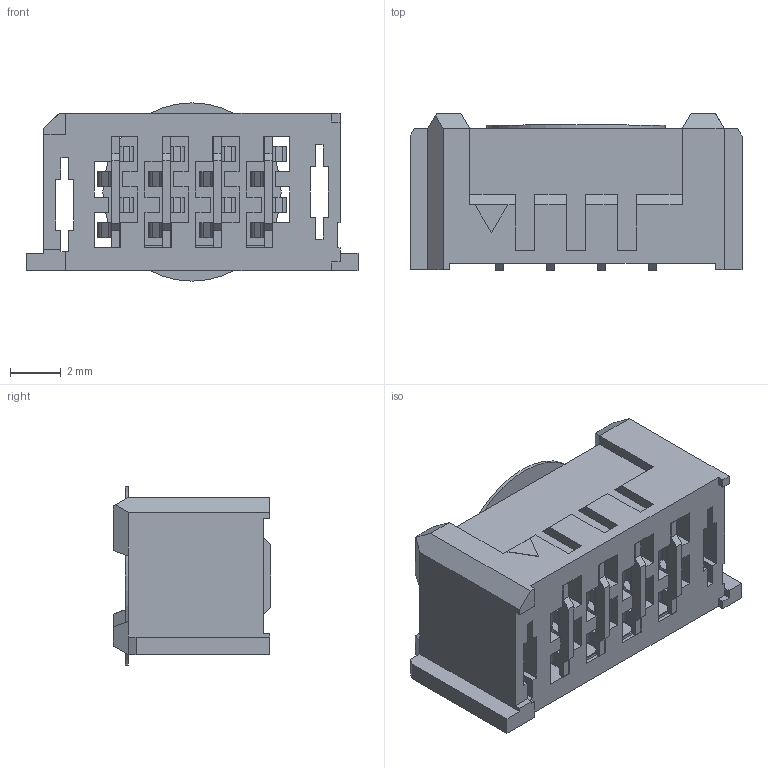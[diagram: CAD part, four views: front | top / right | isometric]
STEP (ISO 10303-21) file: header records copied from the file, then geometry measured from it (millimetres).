
FILE_DESCRIPTION(/* description */ ('STEP AP214'),/* implementation_level */ '2;1');
FILE_NAME(/* name */ 'UMPS-04-05.5-G-V-S-TR',/* time_stamp */ '2023-05-12T04:57:14+02:00',/* author */ ('License CC BY-ND 4.0'),/* organization */ ('CADENAS'),/* preprocessor_version */ 'ST-DEVELOPER v19.3',/* originating_system */ 'PARTsolutions',/* authorisation */ ' ');
FILE_SCHEMA (('AUTOMOTIVE_DESIGN {1 0 10303 214 3 1 1}'));
Length unit declared in the file: millimetre
Products named in the file (5): UMPS-04-05.5-G-V-S-TR; K-DOT-0.276-.005_KAPTON; 04-05.5-S_PINS2; UMPS-04-05.5-S_PINS; 04-05.5--_BODY
Assembly tree (4 placements, depth 2):
  UMPS-04-05.5-G-V-S-TR
    K-DOT-0.276-.005_KAPTON
    04-05.5-S_PINS2
    UMPS-04-05.5-S_PINS
    04-05.5--_BODY
Bounding box: 13.05 x 6.2 x 7.01 mm (x, y, z)
Volume: 254 mm3; surface area: 983.7 mm2
Topology: 4 solids, 4 shells, 460 faces, 1346 edges, 891 vertices
Faces by surface type: plane 379, cylinder 81
Full cylindrical faces by diameter (mm): 7.01 x1
Entity records: 15207 total; most frequent: CARTESIAN_POINT 2701, ORIENTED_EDGE 2690, DIRECTION 2437, EDGE_CURVE 1345, LINE 1183, VECTOR 1183, VERTEX_POINT 891, AXIS2_PLACEMENT_3D 627
